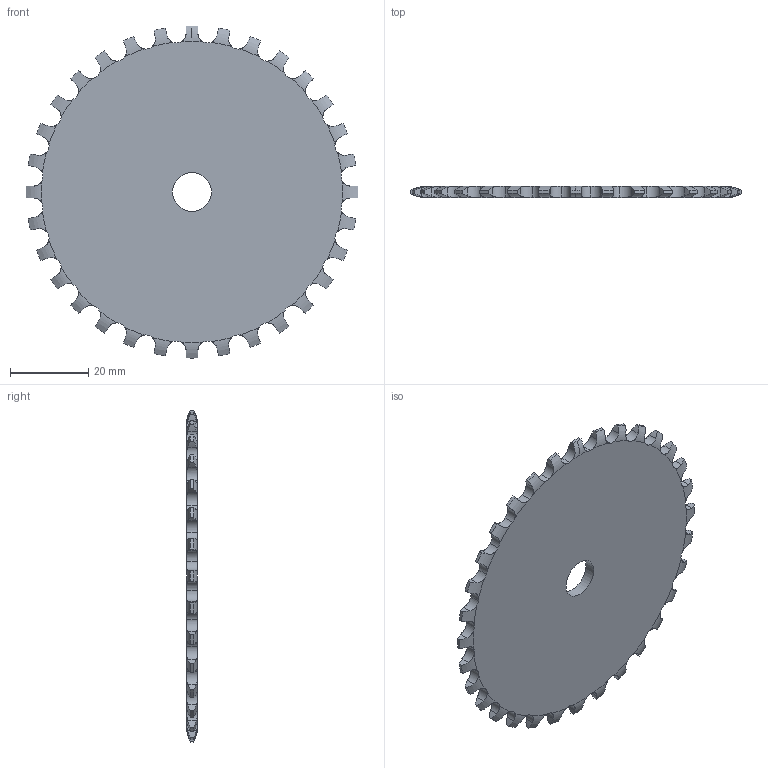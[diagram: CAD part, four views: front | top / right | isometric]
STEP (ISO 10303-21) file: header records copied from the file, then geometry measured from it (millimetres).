
FILE_DESCRIPTION(('FreeCAD Model'),'2;1');
FILE_NAME('Open CASCADE Shape Model','2022-01-16T09:32:32',('FreeCAD'),( 'FreeCAD'),'Open CASCADE STEP processor 7.4','FreeCAD','Unknown');
FILE_SCHEMA(('AUTOMOTIVE_DESIGN { 1 0 10303 214 1 1 1 1 }'));
Length unit declared in the file: millimetre
Products named in the file (1): Open CASCADE STEP translator 7.4 25
Bounding box: 84.89 x 2.8 x 84.9 mm (x, y, z)
Volume: 13753.4 mm3; surface area: 11010.3 mm2
Topology: 1 solids, 1 shells, 229 faces, 745 edges, 518 vertices
Faces by surface type: cylinder 161, revolution 66, plane 2
Full cylindrical faces by diameter (mm): 10 x1
Entity records: 27223 total; most frequent: CARTESIAN_POINT 13819, DIRECTION 2190, ORIENTED_EDGE 1490, PCURVE 1490, DEFINITIONAL_REPRESENTATION 1490, LINE 879, VECTOR 879, B_SPLINE_CURVE_WITH_KNOTS 768
